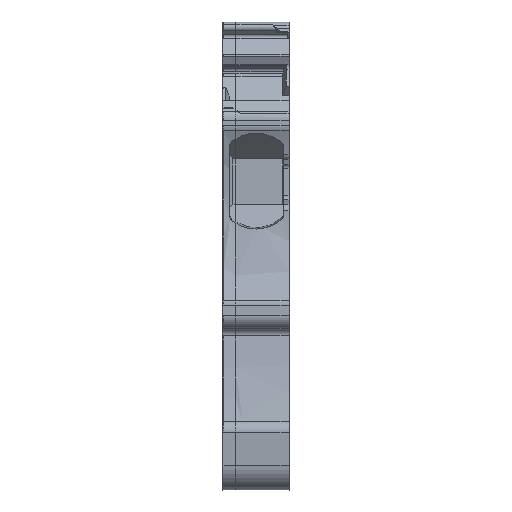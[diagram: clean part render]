
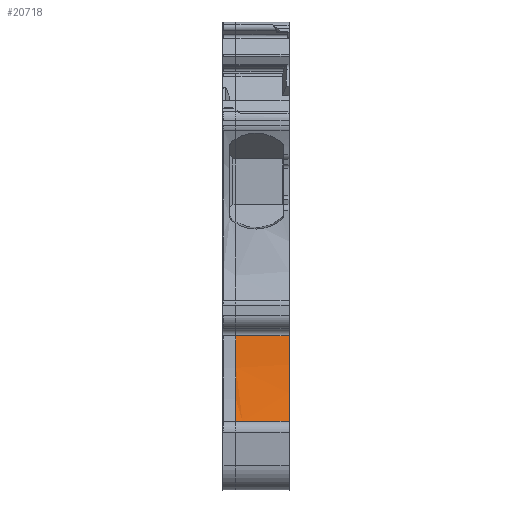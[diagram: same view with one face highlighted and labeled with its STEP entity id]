
A CAD part, front view. The second image highlights one B-rep face of the part: STEP entity #20718.
In plain terms, the highlighted cylindrical face has radius 40 mm (diameter 80 mm), a partial arc.
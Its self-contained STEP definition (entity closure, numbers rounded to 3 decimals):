
#11226=AXIS2_PLACEMENT_3D('Circle Axis2P3D',#11224,#11225,$) ;
#20060=AXIS2_PLACEMENT_3D('Circle Axis2P3D',#20058,#20059,$) ;
#20702=AXIS2_PLACEMENT_3D('Cylinder Axis2P3D',#20699,#20700,#20701) ;
#11221=CARTESIAN_POINT('Vertex',(1.,3.527,4.586)) ;
#11224=CARTESIAN_POINT('Axis2P3D Location',(1.,-34.946,15.533)) ;
#11228=CARTESIAN_POINT('Vertex',(1.,4.89,11.905)) ;
#16203=CARTESIAN_POINT('Control Point',(1.187,3.527,4.586)) ;
#16204=CARTESIAN_POINT('Control Point',(1.214,3.562,4.708)) ;
#16205=CARTESIAN_POINT('Control Point',(1.244,3.597,4.831)) ;
#16206=CARTESIAN_POINT('Control Point',(1.281,3.625,4.933)) ;
#16207=CARTESIAN_POINT('Control Point',(1.316,3.659,5.06)) ;
#16208=CARTESIAN_POINT('Control Point',(1.39,3.687,5.163)) ;
#16209=CARTESIAN_POINT('Vertex',(1.187,3.527,4.586)) ;
#16211=CARTESIAN_POINT('Vertex',(1.39,3.687,5.163)) ;
#17497=CARTESIAN_POINT('Vertex',(1.5,3.727,5.313)) ;
#17501=CARTESIAN_POINT('Control Point',(1.39,3.687,5.163)) ;
#17502=CARTESIAN_POINT('Control Point',(1.427,3.7,5.213)) ;
#17503=CARTESIAN_POINT('Control Point',(1.463,3.714,5.263)) ;
#17504=CARTESIAN_POINT('Control Point',(1.5,3.727,5.313)) ;
#18829=CARTESIAN_POINT('Vertex',(5.1,3.727,5.313)) ;
#18832=CARTESIAN_POINT('Line Origine',(2.55,3.727,5.313)) ;
#20055=CARTESIAN_POINT('Vertex',(5.1,4.89,11.905)) ;
#20058=CARTESIAN_POINT('Axis2P3D Location',(5.1,-34.946,15.533)) ;
#20688=CARTESIAN_POINT('Line Origine',(2.55,3.527,4.586)) ;
#20699=CARTESIAN_POINT('Axis2P3D Location',(2.55,-34.946,15.533)) ;
#20704=CARTESIAN_POINT('Line Origine',(2.55,4.89,11.905)) ;
#11225=DIRECTION('Axis2P3D Direction',(1.,0.,0.)) ;
#18833=DIRECTION('Vector Direction',(-1.,0.,0.)) ;
#20059=DIRECTION('Axis2P3D Direction',(1.,0.,0.)) ;
#20689=DIRECTION('Vector Direction',(1.,0.,0.)) ;
#20700=DIRECTION('Axis2P3D Direction',(1.,0.,0.)) ;
#20701=DIRECTION('Axis2P3D XDirection',(0.,0.962,-0.274)) ;
#20705=DIRECTION('Vector Direction',(1.,0.,0.)) ;
#18834=VECTOR('Line Direction',#18833,1.) ;
#20690=VECTOR('Line Direction',#20689,1.) ;
#20706=VECTOR('Line Direction',#20705,1.) ;
#20710=ORIENTED_EDGE('',*,*,#11230,.F.) ;
#20711=ORIENTED_EDGE('',*,*,#20692,.T.) ;
#20712=ORIENTED_EDGE('',*,*,#16213,.T.) ;
#20713=ORIENTED_EDGE('',*,*,#17505,.T.) ;
#20714=ORIENTED_EDGE('',*,*,#18836,.T.) ;
#20715=ORIENTED_EDGE('',*,*,#20062,.F.) ;
#20716=ORIENTED_EDGE('',*,*,#20708,.F.) ;
#20718=ADVANCED_FACE('75383_SA_AL2C_2-5_PE.1\\MLD\\MLD_AL2C_2-5_PE',(#20717),#20703,.F.) ;
#16202=B_SPLINE_CURVE_WITH_KNOTS('',5,(#16203,#16204,#16205,#16206,#16207,#16208),.UNSPECIFIED.,.F.,.U.,(6,6),(0.,0.919),.UNSPECIFIED.) ;
#17500=B_SPLINE_CURVE_WITH_KNOTS('',3,(#17501,#17502,#17503,#17504),.UNSPECIFIED.,.F.,.U.,(4,4),(0.,0.319),.UNSPECIFIED.) ;
#11227=CIRCLE('generated circle',#11226,40.) ;
#20061=CIRCLE('generated circle',#20060,40.) ;
#20703=CYLINDRICAL_SURFACE('generated cylinder',#20702,40.) ;
#11230=EDGE_CURVE('',#11222,#11229,#11227,.T.) ;
#16213=EDGE_CURVE('',#16210,#16212,#16202,.T.) ;
#17505=EDGE_CURVE('',#16212,#17498,#17500,.T.) ;
#18836=EDGE_CURVE('',#17498,#18830,#18835,.F.) ;
#20062=EDGE_CURVE('',#20056,#18830,#20061,.F.) ;
#20692=EDGE_CURVE('',#11222,#16210,#20691,.T.) ;
#20708=EDGE_CURVE('',#11229,#20056,#20707,.T.) ;
#20709=EDGE_LOOP('',(#20710,#20711,#20712,#20713,#20714,#20715,#20716)) ;
#20717=FACE_OUTER_BOUND('',#20709,.T.) ;
#18835=LINE('Line',#18832,#18834) ;
#20691=LINE('Line',#20688,#20690) ;
#20707=LINE('Line',#20704,#20706) ;
#11222=VERTEX_POINT('',#11221) ;
#11229=VERTEX_POINT('',#11228) ;
#16210=VERTEX_POINT('',#16209) ;
#16212=VERTEX_POINT('',#16211) ;
#17498=VERTEX_POINT('',#17497) ;
#18830=VERTEX_POINT('',#18829) ;
#20056=VERTEX_POINT('',#20055) ;
